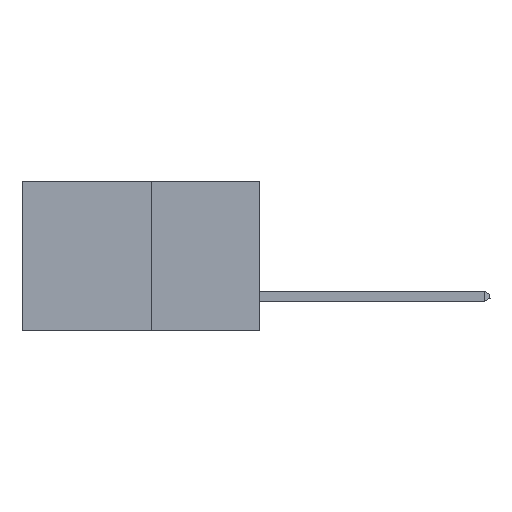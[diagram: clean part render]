
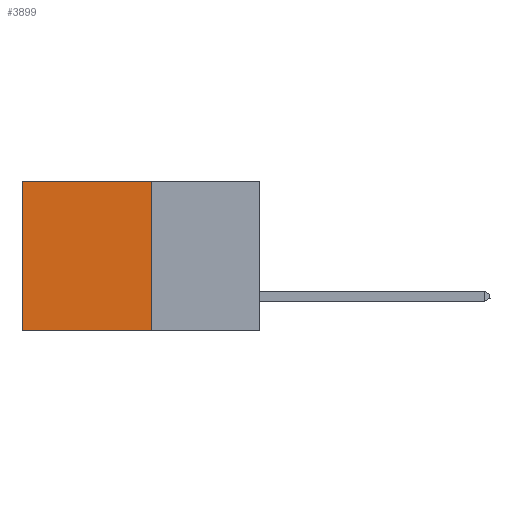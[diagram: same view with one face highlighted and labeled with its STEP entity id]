
A CAD part, left-side view. The second image highlights one B-rep face of the part: STEP entity #3899.
In plain terms, the highlighted planar face has unit normal (-1, 0, 0).
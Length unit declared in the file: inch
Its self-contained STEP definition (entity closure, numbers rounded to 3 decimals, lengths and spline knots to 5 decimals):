
#713 = CARTESIAN_POINT ( 'NONE',  ( 0.277, 0.27, -0.37 ) ) ;
#734 = CARTESIAN_POINT ( 'NONE',  ( 0.277, 0.59, 0. ) ) ;
#919 = ORIENTED_EDGE ( 'NONE', *, *, #12832, .F. ) ;
#1198 = EDGE_CURVE ( 'NONE', #19474, #3817, #22967, .T. ) ;
#1876 = DIRECTION ( 'NONE',  ( 0., 0., -1. ) ) ;
#2661 = EDGE_LOOP ( 'NONE', ( #7462, #5045, #919, #7333 ) ) ;
#2812 = DIRECTION ( 'NONE',  ( 0., 1., 0. ) ) ;
#3817 = VERTEX_POINT ( 'NONE', #3847 ) ;
#3847 = CARTESIAN_POINT ( 'NONE',  ( 0.277, 0.59, -0.37 ) ) ;
#3899 = ADVANCED_FACE ( 'NONE', ( #10465 ), #7440, .F. ) ;
#3909 = VECTOR ( 'NONE', #1876, 39.37008 ) ;
#4643 = DIRECTION ( 'NONE',  ( 0., 0., -1. ) ) ;
#5045 = ORIENTED_EDGE ( 'NONE', *, *, #23842, .F. ) ;
#5244 = CARTESIAN_POINT ( 'NONE',  ( 0.277, 0.59, -0.37 ) ) ;
#6568 = EDGE_CURVE ( 'NONE', #21763, #19474, #8688, .T. ) ;
#7333 = ORIENTED_EDGE ( 'NONE', *, *, #6568, .T. ) ;
#7440 = PLANE ( 'NONE',  #16643 ) ;
#7462 = ORIENTED_EDGE ( 'NONE', *, *, #1198, .T. ) ;
#7551 = DIRECTION ( 'NONE',  ( 0., 0., -1. ) ) ;
#8085 = VECTOR ( 'NONE', #2812, 39.37008 ) ;
#8688 = LINE ( 'NONE', #24160, #8085 ) ;
#9805 = VECTOR ( 'NONE', #4643, 39.37008 ) ;
#10419 = LINE ( 'NONE', #21742, #9805 ) ;
#10465 = FACE_OUTER_BOUND ( 'NONE', #2661, .T. ) ;
#12832 = EDGE_CURVE ( 'NONE', #21763, #18634, #10419, .T. ) ;
#13381 = CARTESIAN_POINT ( 'NONE',  ( 0.277, 0.27, 0. ) ) ;
#14069 = CARTESIAN_POINT ( 'NONE',  ( 0.277, 0.27, -0.37 ) ) ;
#15815 = VECTOR ( 'NONE', #17930, 39.37008 ) ;
#16643 = AXIS2_PLACEMENT_3D ( 'NONE', #17261, #17065, #7551 ) ;
#17065 = DIRECTION ( 'NONE',  ( 1., 0., 0. ) ) ;
#17261 = CARTESIAN_POINT ( 'NONE',  ( 0.277, 0.27, -0.37 ) ) ;
#17930 = DIRECTION ( 'NONE',  ( 0., 1., 0. ) ) ;
#18634 = VERTEX_POINT ( 'NONE', #14069 ) ;
#19474 = VERTEX_POINT ( 'NONE', #734 ) ;
#20871 = LINE ( 'NONE', #713, #15815 ) ;
#21742 = CARTESIAN_POINT ( 'NONE',  ( 0.277, 0.27, -0.37 ) ) ;
#21763 = VERTEX_POINT ( 'NONE', #13381 ) ;
#22967 = LINE ( 'NONE', #5244, #3909 ) ;
#23842 = EDGE_CURVE ( 'NONE', #18634, #3817, #20871, .T. ) ;
#24160 = CARTESIAN_POINT ( 'NONE',  ( 0.277, 0.27, 0. ) ) ;
